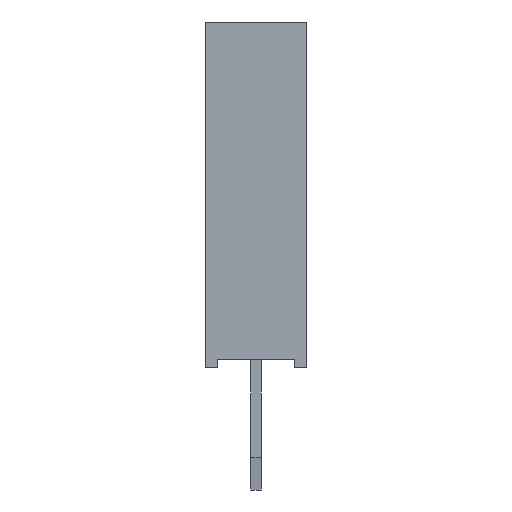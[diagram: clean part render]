
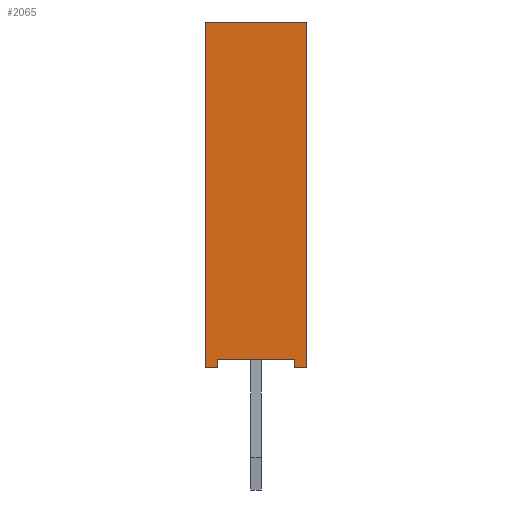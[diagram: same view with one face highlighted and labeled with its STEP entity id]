
A CAD part, left-side view. The second image highlights one B-rep face of the part: STEP entity #2065.
In plain terms, the highlighted planar face has unit normal (-1, 0, 0).
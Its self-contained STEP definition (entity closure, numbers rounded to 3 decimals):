
#143=FACE_OUTER_BOUND('',#253,.T.);
#253=EDGE_LOOP('',(#1400,#1401,#1402,#1403,#1404,#1405,#1406,#1407));
#385=LINE('',#2976,#642);
#386=LINE('',#2978,#643);
#387=LINE('',#2980,#644);
#388=LINE('',#2982,#645);
#389=LINE('',#2984,#646);
#390=LINE('',#2986,#647);
#391=LINE('',#2988,#648);
#392=LINE('',#2989,#649);
#642=VECTOR('',#2386,10.);
#643=VECTOR('',#2387,10.);
#644=VECTOR('',#2388,10.);
#645=VECTOR('',#2389,10.);
#646=VECTOR('',#2390,10.);
#647=VECTOR('',#2391,10.);
#648=VECTOR('',#2392,10.);
#649=VECTOR('',#2393,10.);
#894=VERTEX_POINT('',#2974);
#895=VERTEX_POINT('',#2975);
#896=VERTEX_POINT('',#2977);
#897=VERTEX_POINT('',#2979);
#898=VERTEX_POINT('',#2981);
#899=VERTEX_POINT('',#2983);
#900=VERTEX_POINT('',#2985);
#901=VERTEX_POINT('',#2987);
#1091=EDGE_CURVE('',#894,#895,#385,.T.);
#1092=EDGE_CURVE('',#896,#894,#386,.T.);
#1093=EDGE_CURVE('',#897,#896,#387,.T.);
#1094=EDGE_CURVE('',#898,#897,#388,.T.);
#1095=EDGE_CURVE('',#899,#898,#389,.T.);
#1096=EDGE_CURVE('',#900,#899,#390,.T.);
#1097=EDGE_CURVE('',#901,#900,#391,.T.);
#1098=EDGE_CURVE('',#895,#901,#392,.T.);
#1400=ORIENTED_EDGE('',*,*,#1091,.F.);
#1401=ORIENTED_EDGE('',*,*,#1092,.F.);
#1402=ORIENTED_EDGE('',*,*,#1093,.F.);
#1403=ORIENTED_EDGE('',*,*,#1094,.F.);
#1404=ORIENTED_EDGE('',*,*,#1095,.F.);
#1405=ORIENTED_EDGE('',*,*,#1096,.F.);
#1406=ORIENTED_EDGE('',*,*,#1097,.F.);
#1407=ORIENTED_EDGE('',*,*,#1098,.F.);
#1977=PLANE('',#2190);
#2065=ADVANCED_FACE('',(#143),#1977,.F.);
#2190=AXIS2_PLACEMENT_3D('',#2973,#2384,#2385);
#2384=DIRECTION('center_axis',(1.,0.,0.));
#2385=DIRECTION('ref_axis',(0.,0.,-1.));
#2386=DIRECTION('',(0.,0.,-1.));
#2387=DIRECTION('',(0.,-1.,0.));
#2388=DIRECTION('',(0.,0.,-1.));
#2389=DIRECTION('',(0.,1.,0.));
#2390=DIRECTION('',(0.,0.,-1.));
#2391=DIRECTION('',(0.,-1.,0.));
#2392=DIRECTION('',(0.,0.,1.));
#2393=DIRECTION('',(0.,1.,0.));
#2973=CARTESIAN_POINT('Origin',(-1.47,-5.901,-0.016));
#2974=CARTESIAN_POINT('',(-1.47,-8.5,-0.95));
#2975=CARTESIAN_POINT('',(-1.47,-8.5,-1.25));
#2976=CARTESIAN_POINT('',(-1.47,-8.5,-0.008));
#2977=CARTESIAN_POINT('',(-1.47,-8.3,-0.95));
#2978=CARTESIAN_POINT('',(-1.47,-7.2,-0.95));
#2979=CARTESIAN_POINT('',(-1.47,-8.3,0.95));
#2980=CARTESIAN_POINT('',(-1.47,-8.3,-0.483));
#2981=CARTESIAN_POINT('',(-1.47,-8.5,0.95));
#2982=CARTESIAN_POINT('',(-1.47,-7.1,0.95));
#2983=CARTESIAN_POINT('',(-1.47,-8.5,1.25));
#2984=CARTESIAN_POINT('',(-1.47,-8.5,-0.008));
#2985=CARTESIAN_POINT('',(-1.47,0.,1.25));
#2986=CARTESIAN_POINT('',(-1.47,-2.95,1.25));
#2987=CARTESIAN_POINT('',(-1.47,0.,-1.25));
#2988=CARTESIAN_POINT('',(-1.47,0.,-0.008));
#2989=CARTESIAN_POINT('',(-1.47,-2.95,-1.25));
